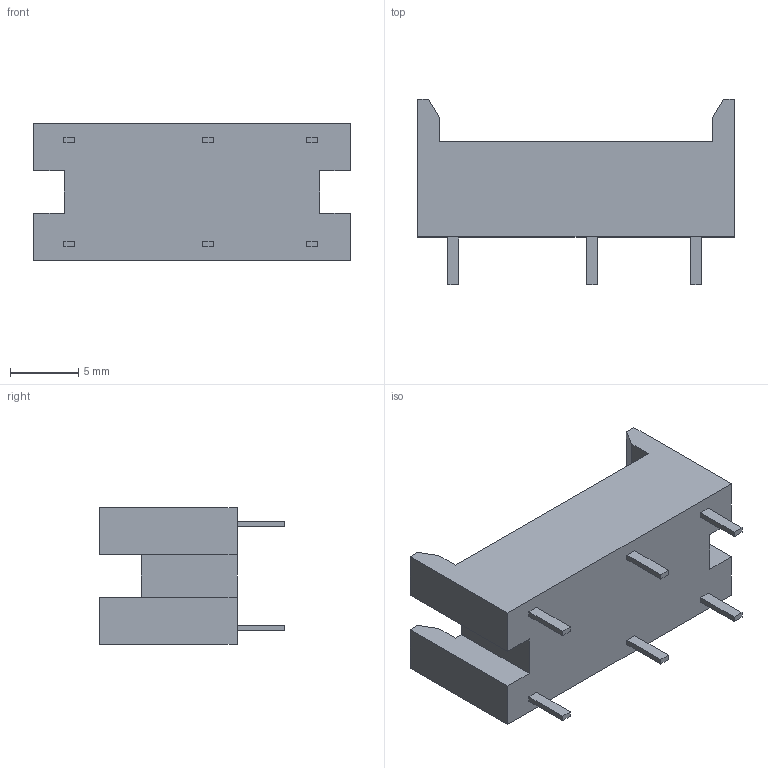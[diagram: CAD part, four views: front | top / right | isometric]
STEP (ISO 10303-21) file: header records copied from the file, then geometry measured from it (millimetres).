
FILE_DESCRIPTION(('STEP AP242'),'1');
FILE_NAME('p6b-26p.stp','2020-09-30T17:19:05',('TraceParts'),('TraceParts S.A.'),'Spatial InterOp 3D',' ',' ');
FILE_SCHEMA(('AP242_MANAGED_MODEL_BASED_3D_ENGINEERING_MIM_LF {1 0 10303 442 1 1 4}'));
Length unit declared in the file: millimetre
Products named in the file (1): p6b-26p
Bounding box: 23.2 x 13.6 x 10 mm (x, y, z)
Volume: 847.4 mm3; surface area: 1724.4 mm2
Topology: 1 solids, 1 shells, 117 faces, 300 edges, 200 vertices
Faces by surface type: plane 117
Entity records: 4426 total; most frequent: CARTESIAN_POINT 618, ORIENTED_EDGE 600, DIRECTION 536, EDGE_CURVE 300, LINE 300, VECTOR 300, VERTEX_POINT 200, EDGE_LOOP 132
